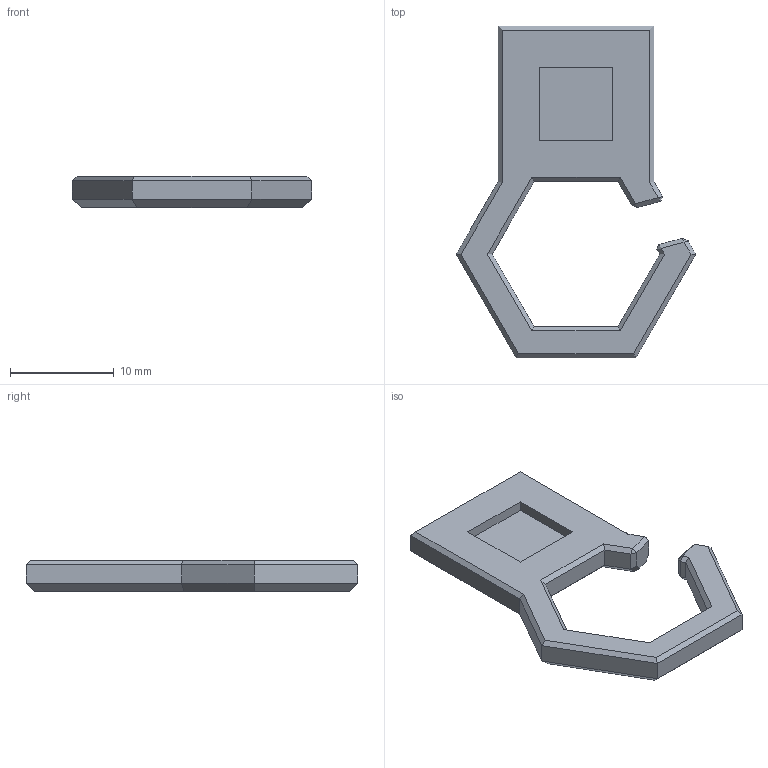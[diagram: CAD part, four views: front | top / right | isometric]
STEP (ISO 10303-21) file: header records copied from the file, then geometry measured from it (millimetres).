
FILE_DESCRIPTION(/* description */ (''),/* implementation_level */ '2;1');
FILE_NAME(/* name */ 'BowdenFence v8.step',/* time_stamp */ '2020-11-04T09:09:32+01:00',/* author */ (''),/* organization */ (''),/* preprocessor_version */ 'ST-DEVELOPER v18.1',/* originating_system */ 'Autodesk Translation Framework v9.3.0.1241',/* authorisation */ '');
FILE_SCHEMA (('AUTOMOTIVE_DESIGN { 1 0 10303 214 3 1 1 }'));
Length unit declared in the file: millimetre
Products named in the file (1): BowdenFence
Bounding box: 23.09 x 32 x 3 mm (x, y, z)
Volume: 942.4 mm3; surface area: 1051.4 mm2
Topology: 1 solids, 1 shells, 73 faces, 170 edges, 100 vertices
Faces by surface type: plane 73
Entity records: 2017 total; most frequent: CARTESIAN_POINT 344, ORIENTED_EDGE 340, DIRECTION 318, LINE 170, VECTOR 170, EDGE_CURVE 170, VERTEX_POINT 100, EDGE_LOOP 74
